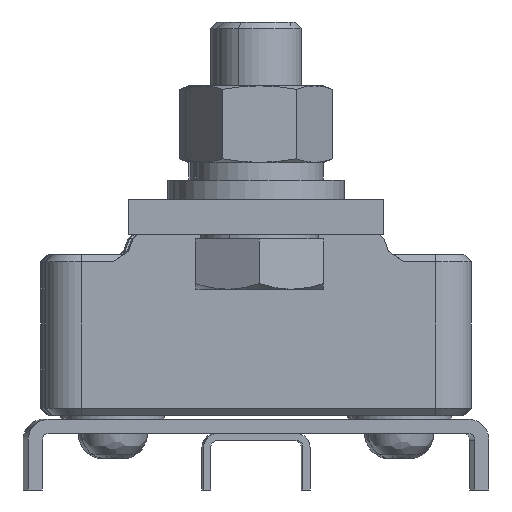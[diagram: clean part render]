
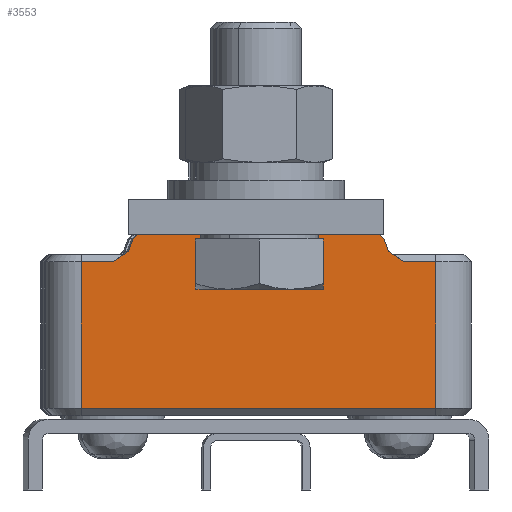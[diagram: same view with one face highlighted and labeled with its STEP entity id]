
A CAD part, front view. The second image highlights one B-rep face of the part: STEP entity #3553.
In plain terms, the highlighted face is planar.
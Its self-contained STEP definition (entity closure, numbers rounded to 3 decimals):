
#1497=DIRECTION('',(0.,-1.,0.));
#1498=VECTOR('',#1497,20.7);
#1499=CARTESIAN_POINT('',(-25.,22.2,25.));
#1500=LINE('',#1499,#1498);
#1526=DIRECTION('',(1.,0.,0.));
#1527=VECTOR('',#1526,50.);
#1528=CARTESIAN_POINT('',(-25.,1.5,25.));
#1529=LINE('',#1528,#1527);
#1533=DIRECTION('',(0.,-1.,0.));
#1534=VECTOR('',#1533,0.5);
#1535=CARTESIAN_POINT('',(-5.,26.,25.));
#1536=LINE('',#1535,#1534);
#1540=DIRECTION('',(1.,0.,0.));
#1541=VECTOR('',#1540,10.);
#1542=CARTESIAN_POINT('',(-5.,25.5,25.));
#1543=LINE('',#1542,#1541);
#1547=DIRECTION('',(1.,0.,0.));
#1548=VECTOR('',#1547,12.);
#1549=CARTESIAN_POINT('',(5.,26.,25.));
#1550=LINE('',#1549,#1548);
#1554=DIRECTION('',(0.819,-0.574,0.));
#1555=VECTOR('',#1554,0.819);
#1556=CARTESIAN_POINT('',(17.,26.,25.));
#1557=LINE('',#1556,#1555);
#1561=DIRECTION('',(0.342,-0.94,0.));
#1562=VECTOR('',#1561,1.98);
#1563=CARTESIAN_POINT('',(17.671,25.53,25.));
#1564=LINE('',#1563,#1562);
#1568=DIRECTION('',(0.819,-0.574,0.));
#1569=VECTOR('',#1568,2.563);
#1570=CARTESIAN_POINT('',(18.348,23.67,25.));
#1571=LINE('',#1570,#1569);
#1575=DIRECTION('',(0.819,0.574,0.));
#1576=VECTOR('',#1575,2.563);
#1577=CARTESIAN_POINT('',(-20.447,22.2,25.));
#1578=LINE('',#1577,#1576);
#1582=DIRECTION('',(0.342,0.94,0.));
#1583=VECTOR('',#1582,1.98);
#1584=CARTESIAN_POINT('',(-18.348,23.67,25.));
#1585=LINE('',#1584,#1583);
#1589=DIRECTION('',(0.819,0.574,0.));
#1590=VECTOR('',#1589,0.819);
#1591=CARTESIAN_POINT('',(-17.671,25.53,25.));
#1592=LINE('',#1591,#1590);
#1596=DIRECTION('',(1.,0.,0.));
#1597=VECTOR('',#1596,12.);
#1598=CARTESIAN_POINT('',(-17.,26.,25.));
#1599=LINE('',#1598,#1597);
#1687=DIRECTION('',(-1.,0.,0.));
#1688=VECTOR('',#1687,4.553);
#1689=CARTESIAN_POINT('',(-20.447,22.2,25.));
#1690=LINE('',#1689,#1688);
#1729=DIRECTION('',(-1.,0.,0.));
#1730=VECTOR('',#1729,4.553);
#1731=CARTESIAN_POINT('',(25.,22.2,25.));
#1732=LINE('',#1731,#1730);
#1765=DIRECTION('',(0.,1.,0.));
#1766=VECTOR('',#1765,20.7);
#1767=CARTESIAN_POINT('',(25.,1.5,25.));
#1768=LINE('',#1767,#1766);
#2543=DIRECTION('',(0.,-1.,0.));
#2544=VECTOR('',#2543,0.5);
#2545=CARTESIAN_POINT('',(5.,26.,25.));
#2546=LINE('',#2545,#2544);
#2809=CARTESIAN_POINT('',(-25.,22.2,25.));
#2810=VERTEX_POINT('',#2809);
#2812=CARTESIAN_POINT('',(-25.,1.5,25.));
#2814=VERTEX_POINT('',#2812);
#2819=CARTESIAN_POINT('',(25.,1.5,25.));
#2820=VERTEX_POINT('',#2819);
#2823=CARTESIAN_POINT('',(-5.,26.,25.));
#2824=CARTESIAN_POINT('',(-5.,25.5,25.));
#2825=VERTEX_POINT('',#2823);
#2826=VERTEX_POINT('',#2824);
#2827=CARTESIAN_POINT('',(5.,25.5,25.));
#2828=VERTEX_POINT('',#2827);
#2829=CARTESIAN_POINT('',(5.,26.,25.));
#2830=VERTEX_POINT('',#2829);
#2831=CARTESIAN_POINT('',(17.,26.,25.));
#2832=VERTEX_POINT('',#2831);
#2833=CARTESIAN_POINT('',(17.671,25.53,25.));
#2834=VERTEX_POINT('',#2833);
#2835=CARTESIAN_POINT('',(18.348,23.67,25.));
#2836=VERTEX_POINT('',#2835);
#2837=CARTESIAN_POINT('',(20.447,22.2,25.));
#2838=VERTEX_POINT('',#2837);
#2839=CARTESIAN_POINT('',(25.,22.2,25.));
#2840=VERTEX_POINT('',#2839);
#2841=CARTESIAN_POINT('',(-20.447,22.2,25.));
#2842=VERTEX_POINT('',#2841);
#2843=CARTESIAN_POINT('',(-18.348,23.67,25.));
#2844=VERTEX_POINT('',#2843);
#2845=CARTESIAN_POINT('',(-17.671,25.53,25.));
#2846=VERTEX_POINT('',#2845);
#2847=CARTESIAN_POINT('',(-17.,26.,25.));
#2848=VERTEX_POINT('',#2847);
#3516=CARTESIAN_POINT('',(-25.,0.,25.));
#3517=DIRECTION('',(0.,0.,1.));
#3518=DIRECTION('',(1.,0.,0.));
#3519=AXIS2_PLACEMENT_3D('',#3516,#3517,#3518);
#3520=PLANE('',#3519);
#3522=ORIENTED_EDGE('',*,*,#3521,.T.);
#3524=ORIENTED_EDGE('',*,*,#3523,.T.);
#3526=ORIENTED_EDGE('',*,*,#3525,.F.);
#3528=ORIENTED_EDGE('',*,*,#3527,.T.);
#3530=ORIENTED_EDGE('',*,*,#3529,.T.);
#3532=ORIENTED_EDGE('',*,*,#3531,.T.);
#3534=ORIENTED_EDGE('',*,*,#3533,.T.);
#3536=ORIENTED_EDGE('',*,*,#3535,.F.);
#3538=ORIENTED_EDGE('',*,*,#3537,.F.);
#3539=ORIENTED_EDGE('',*,*,#3506,.F.);
#3540=ORIENTED_EDGE('',*,*,#3481,.F.);
#3542=ORIENTED_EDGE('',*,*,#3541,.F.);
#3544=ORIENTED_EDGE('',*,*,#3543,.T.);
#3546=ORIENTED_EDGE('',*,*,#3545,.T.);
#3548=ORIENTED_EDGE('',*,*,#3547,.T.);
#3550=ORIENTED_EDGE('',*,*,#3549,.T.);
#3551=EDGE_LOOP('',(#3522,#3524,#3526,#3528,#3530,#3532,#3534,#3536,#3538,#3539,
#3540,#3542,#3544,#3546,#3548,#3550));
#3552=FACE_OUTER_BOUND('',#3551,.F.);
#3481=EDGE_CURVE('',#2810,#2814,#1500,.T.);
#3506=EDGE_CURVE('',#2814,#2820,#1529,.T.);
#3521=EDGE_CURVE('',#2825,#2826,#1536,.T.);
#3523=EDGE_CURVE('',#2826,#2828,#1543,.T.);
#3525=EDGE_CURVE('',#2830,#2828,#2546,.T.);
#3527=EDGE_CURVE('',#2830,#2832,#1550,.T.);
#3529=EDGE_CURVE('',#2832,#2834,#1557,.T.);
#3531=EDGE_CURVE('',#2834,#2836,#1564,.T.);
#3533=EDGE_CURVE('',#2836,#2838,#1571,.T.);
#3535=EDGE_CURVE('',#2840,#2838,#1732,.T.);
#3537=EDGE_CURVE('',#2820,#2840,#1768,.T.);
#3541=EDGE_CURVE('',#2842,#2810,#1690,.T.);
#3543=EDGE_CURVE('',#2842,#2844,#1578,.T.);
#3545=EDGE_CURVE('',#2844,#2846,#1585,.T.);
#3547=EDGE_CURVE('',#2846,#2848,#1592,.T.);
#3549=EDGE_CURVE('',#2848,#2825,#1599,.T.);
#3553=ADVANCED_FACE('',(#3552),#3520,.T.);
